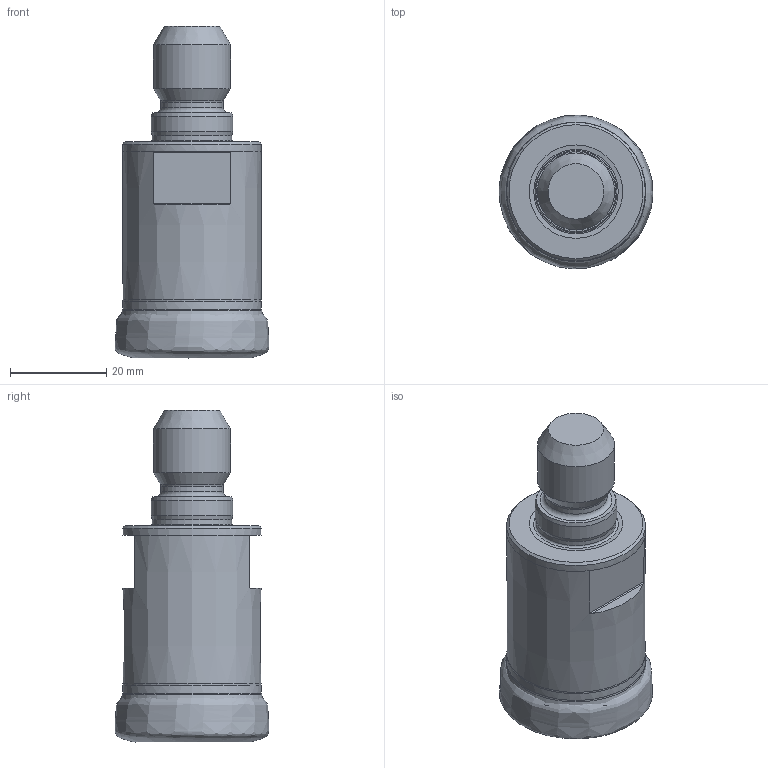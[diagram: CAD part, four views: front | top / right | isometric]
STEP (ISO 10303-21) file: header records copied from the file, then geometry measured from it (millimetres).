
FILE_DESCRIPTION(/* description */ (''),/* implementation_level */ '2;1');
FILE_NAME(/* name */ 'TOOLASSEMBLY_1.STP',/* time_stamp */ '2023-09-14T10:52:59+02:00',/* author */ (''),/* organization */ ('SMS'),/* preprocessor_version */ 'ST-DEVELOPER v16.7',/* originating_system */ 'SIEMENS PLM Software NX 12.0',/* authorisation */ '');
FILE_SCHEMA (('AUTOMOTIVE_DESIGN { 1 0 10303 214 3 1 1 1 }'));
Length unit declared in the file: millimetre
Products named in the file (4): ASSEMBLY_CONSTRUCTION; CUT_20230914105027; NOCUT_20230914105006; TOOLASSEMBLY_1
Assembly tree (3 placements, depth 2):
  TOOLASSEMBLY_1
    NOCUT_20230914105006
    CUT_20230914105027
    ASSEMBLY_CONSTRUCTION
Bounding box: 31.94 x 31.94 x 68.91 mm (x, y, z)
Volume: 37087.8 mm3; surface area: 8689.1 mm2
Topology: 2 solids, 2 shells, 43 faces, 93 edges, 64 vertices
Faces by surface type: cone 12, plane 11, torus 9, cylinder 9, bspline 2
Full cylindrical faces by diameter (mm): 13 x1, 16 x1, 16.6 x1, 17 x1, 28.8 x1
Entity records: 6363 total; most frequent: CARTESIAN_POINT 5394, DIRECTION 186, ORIENTED_EDGE 112, AXIS2_PLACEMENT_3D 89, EDGE_LOOP 72, FACE_BOUND 61, EDGE_CURVE 56, VERTEX_POINT 47
